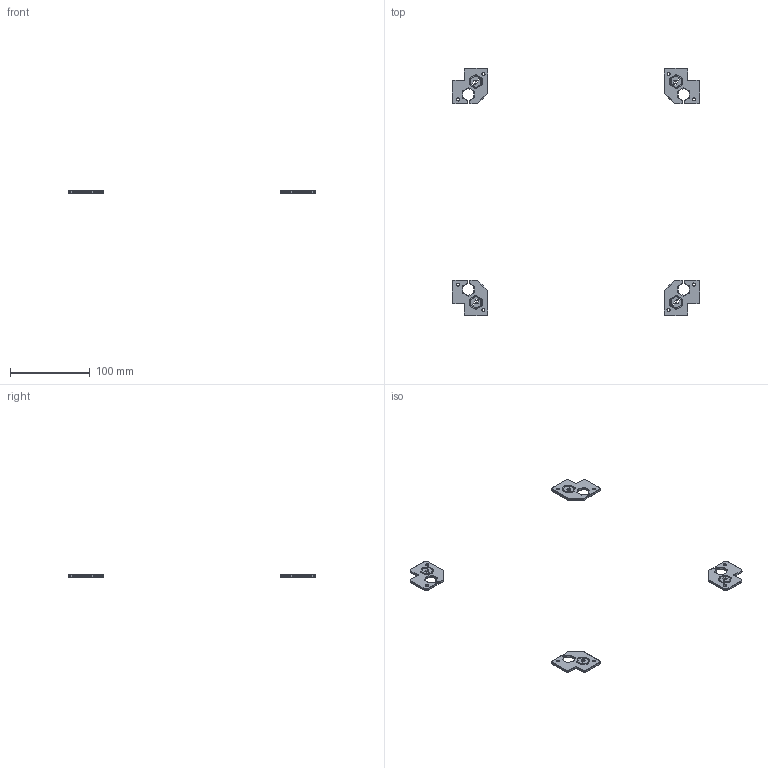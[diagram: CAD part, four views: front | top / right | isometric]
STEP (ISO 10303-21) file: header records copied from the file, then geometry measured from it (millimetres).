
FILE_DESCRIPTION(/* description */ (''),/* implementation_level */ '2;1');
FILE_NAME(/* name */ 'Z Belt Covers.step',/* time_stamp */ '2024-02-16T17:09:30-06:00',/* author */ (''),/* organization */ (''),/* preprocessor_version */ 'ST-DEVELOPER v20',/* originating_system */ 'Autodesk Translation Framework v12.20.1.177',/* authorisation */ '');
FILE_SCHEMA (('AUTOMOTIVE_DESIGN { 1 0 10303 214 3 1 1 }'));
Length unit declared in the file: millimetre
Products named in the file (3): Z Belt Covers; Z Drive Belt Cover A; Z Drive Belt Cover B
Assembly tree (4 placements, depth 2):
  Z Belt Covers
    Z Drive Belt Cover A  x2
    Z Drive Belt Cover B  x2
Bounding box: 310 x 310 x 3.3 mm (x, y, z)
Volume: 17548.6 mm3; surface area: 14656.7 mm2
Topology: 4 solids, 4 shells, 658 faces, 1600 edges, 958 vertices
Faces by surface type: plane 356, cone 204, cylinder 98
Full cylindrical faces by diameter (mm): 3.4 x8
Entity records: 9577 total; most frequent: DIRECTION 1683, CARTESIAN_POINT 1655, ORIENTED_EDGE 1600, EDGE_CURVE 800, LINE 569, VECTOR 569, AXIS2_PLACEMENT_3D 557, VERTEX_POINT 479
